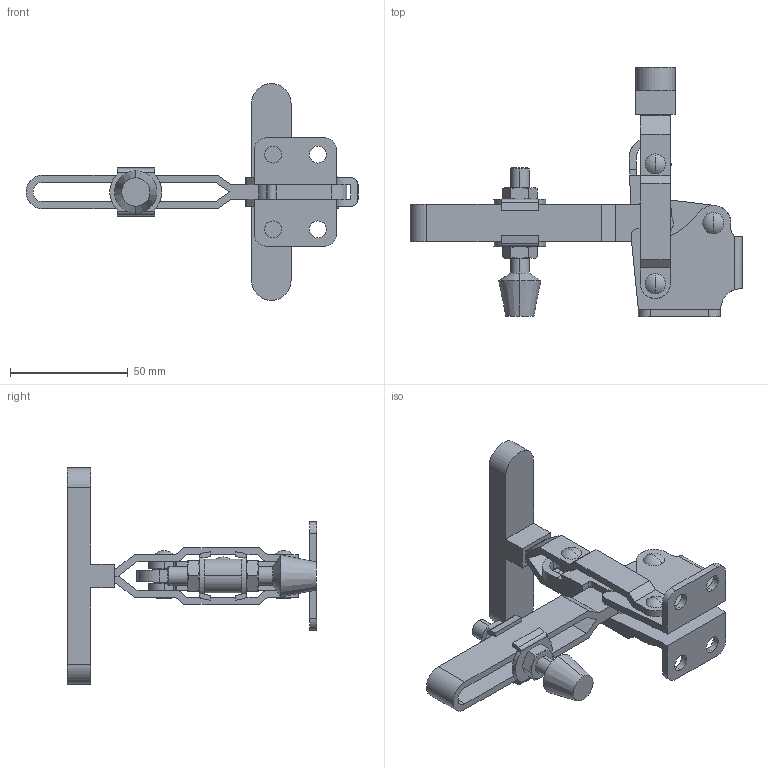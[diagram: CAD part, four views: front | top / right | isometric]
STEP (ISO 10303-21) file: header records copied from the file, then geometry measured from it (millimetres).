
FILE_DESCRIPTION (( 'STEP AP214' ), '1' );
FILE_NAME ('GH-12133(Â²¤Æ).STEP', '2020-04-29T07:39:52', ( 'LinWei' ), ( '' ), 'SwSTEP 2.0', 'SolidWorks 2016', '' );
FILE_SCHEMA (( 'AUTOMOTIVE_DESIGN' ));
Length unit declared in the file: millimetre
Products named in the file (6): Group4^GH-12133(簡化); Group2^GH-12133(簡化); GH-12133(簡化); Group1^EMC12141; 11213208; Group5^GH-12133(簡化)
Assembly tree (5 placements, depth 2):
  GH-12133(簡化)
    Group2^GH-12133(簡化)
    Group4^GH-12133(簡化)
    Group5^GH-12133(簡化)
    11213208
    Group1^EMC12141
Bounding box: 141 x 106 x 92 mm (x, y, z)
Volume: 61653.6 mm3; surface area: 38143.3 mm2
Topology: 5 solids, 5 shells, 295 faces, 764 edges, 496 vertices
Faces by surface type: plane 151, cylinder 91, cone 32, torus 12, sphere 8, bspline 1
Entity records: 10823 total; most frequent: CARTESIAN_POINT 1912, DIRECTION 1572, ORIENTED_EDGE 1528, EDGE_CURVE 764, AXIS2_PLACEMENT_3D 564, VERTEX_POINT 496, LINE 444, VECTOR 444
